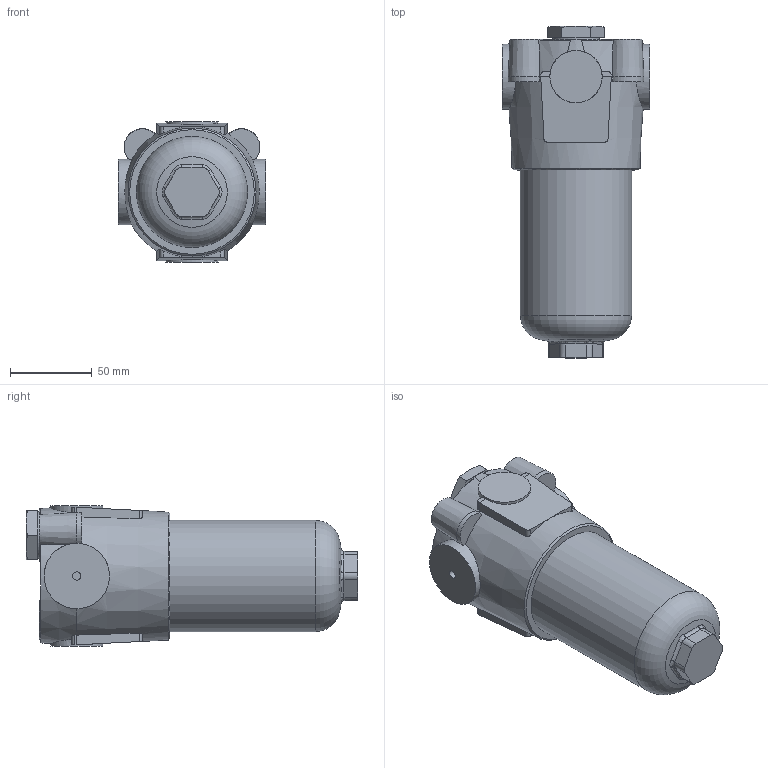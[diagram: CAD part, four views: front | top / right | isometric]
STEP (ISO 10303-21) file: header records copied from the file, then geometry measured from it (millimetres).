
FILE_DESCRIPTION((''),'2;1');
FILE_NAME('FMM0502P01_02.stp','2013-01-10T16:37:36',('cad10'),(''),'Autodesk Inventor 2013','Autodesk Inventor 2013','');
FILE_SCHEMA(('AUTOMOTIVE_DESIGN { 1 0 10303 214 1 1 1 1 }'));
Length unit declared in the file: millimetre
Products named in the file (1): FMM050_Shrinkwrap_1
Bounding box: 90 x 203 x 86 mm (x, y, z)
Volume: 827195.1 mm3; surface area: 59098.6 mm2
Topology: 1 solids, 1 shells, 150 faces, 373 edges, 237 vertices
Faces by surface type: plane 70, cylinder 43, cone 20, bspline 16, torus 1
Full cylindrical faces by diameter (mm): 5 x2, 8.5 x3, 28.5 x1, 29 x1, 32 x2, 40 x2, 68 x1
Entity records: 5123 total; most frequent: CARTESIAN_POINT 1575, ORIENTED_EDGE 702, DIRECTION 660, EDGE_CURVE 351, AXIS2_PLACEMENT_3D 262, VERTEX_POINT 233, EDGE_LOOP 180, FACE_OUTER_BOUND 150
